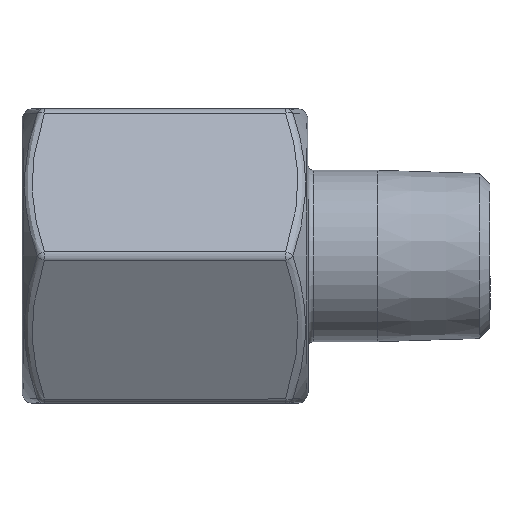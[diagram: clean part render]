
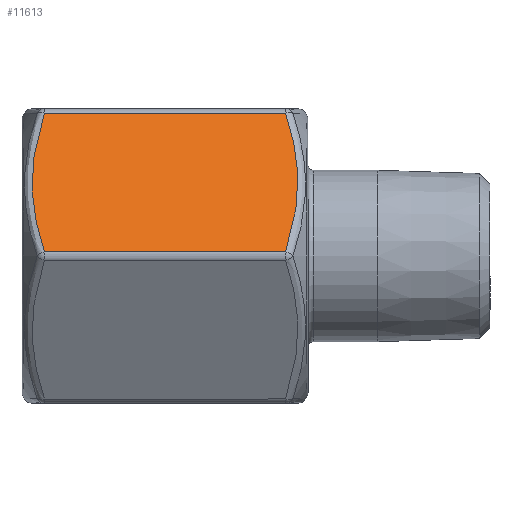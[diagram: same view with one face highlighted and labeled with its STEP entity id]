
A CAD part, front view. The second image highlights one B-rep face of the part: STEP entity #11613.
In plain terms, the highlighted planar face has unit normal (0, -0.866, 0.5).
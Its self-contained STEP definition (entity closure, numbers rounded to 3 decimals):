
#228 = CARTESIAN_POINT ( 'NONE',  ( 15.605, -8.914, 1.561 ) ) ;
#242 = CARTESIAN_POINT ( 'NONE',  ( 0.707, -8.334, 2.564 ) ) ;
#289 = EDGE_CURVE ( 'NONE', #2260, #12160, #6109, .T. ) ;
#430 = CARTESIAN_POINT ( 'NONE',  ( 15.208, -9.671, 0.25 ) ) ;
#1130 = EDGE_CURVE ( 'NONE', #13744, #2260, #11391, .T. ) ;
#1208 = CARTESIAN_POINT ( 'NONE',  ( 1.292, -9.671, 0.25 ) ) ;
#1262 = CARTESIAN_POINT ( 'NONE',  ( 0.659, -8.141, 2.9 ) ) ;
#1469 = CARTESIAN_POINT ( 'NONE',  ( 15.793, -6.388, 5.936 ) ) ;
#1635 = PLANE ( 'NONE',  #11627 ) ;
#1925 = DIRECTION ( 'NONE',  ( -1., 0., 0. ) ) ;
#2260 = VERTEX_POINT ( 'NONE', #10066 ) ;
#2296 = ORIENTED_EDGE ( 'NONE', *, *, #5596, .T. ) ;
#2411 = CARTESIAN_POINT ( 'NONE',  ( 0.594, -7.75, 3.576 ) ) ;
#2545 = CARTESIAN_POINT ( 'NONE',  ( 15.426, -9.294, 0.903 ) ) ;
#2682 = CARTESIAN_POINT ( 'NONE',  ( 8.25, -9.671, 0.25 ) ) ;
#3398 = CARTESIAN_POINT ( 'NONE',  ( 0.646, -6.576, 5.609 ) ) ;
#3466 = CARTESIAN_POINT ( 'NONE',  ( 1.292, -9.671, 0.25 ) ) ;
#3549 = ORIENTED_EDGE ( 'NONE', *, *, #11843, .T. ) ;
#3945 = DIRECTION ( 'NONE',  ( 0., -0.866, 0.5 ) ) ;
#4211 = FACE_OUTER_BOUND ( 'NONE', #11745, .T. ) ;
#4639 = CARTESIAN_POINT ( 'NONE',  ( 15.606, -5.81, 6.937 ) ) ;
#4920 = DIRECTION ( 'NONE',  ( 1., 0., 0. ) ) ;
#5159 = CARTESIAN_POINT ( 'NONE',  ( 8.25, -5.052, 8.25 ) ) ;
#5596 = EDGE_CURVE ( 'NONE', #12160, #12892, #12294, .T. ) ;
#5744 = CARTESIAN_POINT ( 'NONE',  ( 15.208, -5.052, 8.25 ) ) ;
#6109 = B_SPLINE_CURVE_WITH_KNOTS ( 'NONE', 3,
 ( #6617, #8727, #10953, #3398, #7661, #11952, #2411, #1262, #242, #8801, #13082, #3466 ),
 .UNSPECIFIED., .F., .F.,
 ( 4, 2, 2, 2, 2, 4 ),
 ( 0., 0.002, 0.005, 0.006, 0.007, 0.009 ),
 .UNSPECIFIED. ) ;
#6423 = ORIENTED_EDGE ( 'NONE', *, *, #289, .T. ) ;
#6537 = CARTESIAN_POINT ( 'NONE',  ( 15.841, -6.582, 5.6 ) ) ;
#6617 = CARTESIAN_POINT ( 'NONE',  ( 1.292, -5.052, 8.25 ) ) ;
#7661 = CARTESIAN_POINT ( 'NONE',  ( 0.578, -6.964, 4.938 ) ) ;
#7733 = VECTOR ( 'NONE', #4920, 1000. ) ;
#7869 = CARTESIAN_POINT ( 'NONE',  ( 15.426, -5.429, 7.596 ) ) ;
#8098 = CARTESIAN_POINT ( 'NONE',  ( 8.25, -9.815, 0. ) ) ;
#8715 = CARTESIAN_POINT ( 'NONE',  ( 15.854, -8.146, 2.891 ) ) ;
#8727 = CARTESIAN_POINT ( 'NONE',  ( 1.074, -5.429, 7.597 ) ) ;
#8791 = CARTESIAN_POINT ( 'NONE',  ( 15.922, -7.758, 3.562 ) ) ;
#8801 = CARTESIAN_POINT ( 'NONE',  ( 0.894, -8.912, 1.563 ) ) ;
#9511 = CARTESIAN_POINT ( 'NONE',  ( 15.208, -9.671, 0.25 ) ) ;
#9898 = CARTESIAN_POINT ( 'NONE',  ( 15.923, -7.169, 4.582 ) ) ;
#10066 = CARTESIAN_POINT ( 'NONE',  ( 1.292, -5.052, 8.25 ) ) ;
#10488 = B_SPLINE_CURVE_WITH_KNOTS ( 'NONE', 3,
 ( #430, #2545, #228, #8715, #8791, #9898, #12084, #6537, #1469, #4639, #7869, #5744 ),
 .UNSPECIFIED., .F., .F.,
 ( 4, 2, 2, 2, 2, 4 ),
 ( 0., 0.002, 0.005, 0.006, 0.007, 0.009 ),
 .UNSPECIFIED. ) ;
#10866 = ORIENTED_EDGE ( 'NONE', *, *, #1130, .T. ) ;
#10953 = CARTESIAN_POINT ( 'NONE',  ( 0.895, -5.809, 6.939 ) ) ;
#11391 = LINE ( 'NONE', #5159, #12323 ) ;
#11613 = ADVANCED_FACE ( 'NONE', ( #4211 ), #1635, .T. ) ;
#11627 = AXIS2_PLACEMENT_3D ( 'NONE', #8098, #3945, #12438 ) ;
#11745 = EDGE_LOOP ( 'NONE', ( #2296, #3549, #10866, #6423 ) ) ;
#11843 = EDGE_CURVE ( 'NONE', #12892, #13744, #10488, .T. ) ;
#11952 = CARTESIAN_POINT ( 'NONE',  ( 0.577, -7.553, 3.918 ) ) ;
#12084 = CARTESIAN_POINT ( 'NONE',  ( 15.906, -6.972, 4.924 ) ) ;
#12160 = VERTEX_POINT ( 'NONE', #1208 ) ;
#12183 = CARTESIAN_POINT ( 'NONE',  ( 15.208, -5.052, 8.25 ) ) ;
#12294 = LINE ( 'NONE', #2682, #7733 ) ;
#12323 = VECTOR ( 'NONE', #1925, 1000. ) ;
#12438 = DIRECTION ( 'NONE',  ( 0., 0.5, 0.866 ) ) ;
#12892 = VERTEX_POINT ( 'NONE', #9511 ) ;
#13082 = CARTESIAN_POINT ( 'NONE',  ( 1.074, -9.293, 0.904 ) ) ;
#13744 = VERTEX_POINT ( 'NONE', #12183 ) ;
